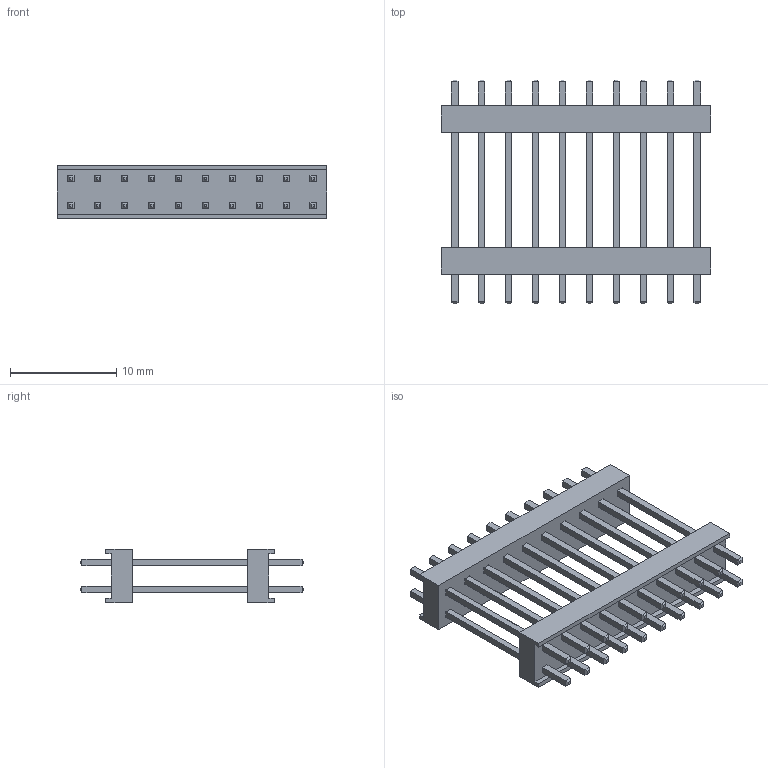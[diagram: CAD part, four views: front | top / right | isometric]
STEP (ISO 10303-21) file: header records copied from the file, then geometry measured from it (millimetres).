
FILE_DESCRIPTION(/* description */ ('STEP AP214'),/* implementation_level */ '2;1');
FILE_NAME(/* name */ 'DW-10-10-T-D-625',/* time_stamp */ '2024-04-09T00:21:41+02:00',/* author */ ('License CC BY-ND 4.0'),/* organization */ ('CADENAS'),/* preprocessor_version */ 'ST-DEVELOPER v19.3',/* originating_system */ 'PARTsolutions',/* authorisation */ ' ');
FILE_SCHEMA (('AUTOMOTIVE_DESIGN {1 0 10303 214 3 1 1}'));
Length unit declared in the file: inch
Products named in the file (4): DW-10-10-T-D-625; ZW-10-10-G-D-625-110bbody; ZW-10-10-G-D-625-110_pins; ZW-10-10-G-D-625-110_top_body
Assembly tree (3 placements, depth 2):
  DW-10-10-T-D-625
    ZW-10-10-G-D-625-110bbody
    ZW-10-10-G-D-625-110_pins
    ZW-10-10-G-D-625-110_top_body
Bounding box: 25.4 x 21.08 x 5.08 mm (x, y, z)
Volume: 701.9 mm3; surface area: 2270.1 mm2
Topology: 3 solids, 3 shells, 542 faces, 1340 edges, 840 vertices
Faces by surface type: plane 542
Entity records: 15748 total; most frequent: CARTESIAN_POINT 2726, ORIENTED_EDGE 2680, DIRECTION 2432, EDGE_CURVE 1340, LINE 1340, VECTOR 1340, VERTEX_POINT 840, EDGE_LOOP 658
